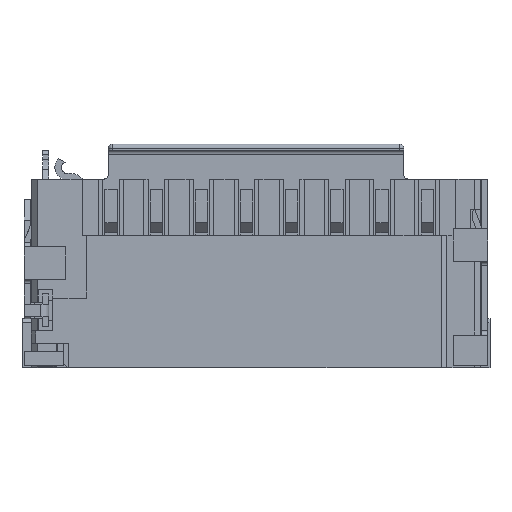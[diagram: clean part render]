
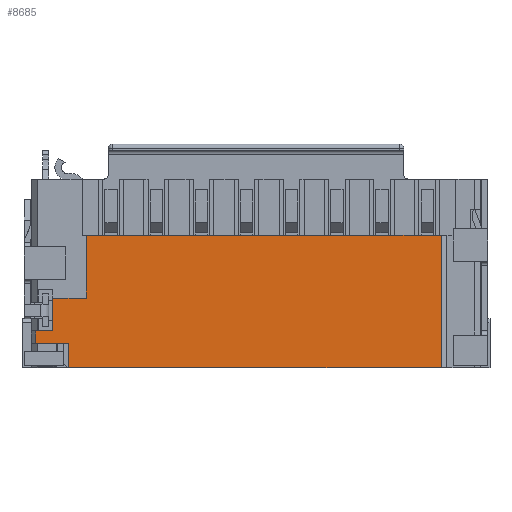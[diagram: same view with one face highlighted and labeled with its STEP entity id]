
A CAD part, front view. The second image highlights one B-rep face of the part: STEP entity #8685.
In plain terms, the highlighted planar face has unit normal (0, -1, 0).
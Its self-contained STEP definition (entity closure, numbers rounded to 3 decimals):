
#77 = LINE ( 'NONE', #16855, #17242 ) ;
#418 = EDGE_CURVE ( 'NONE', #12052, #14463, #5111, .T. ) ;
#749 = CARTESIAN_POINT ( 'NONE',  ( -5.27, -1.035, -1.4 ) ) ;
#763 = ORIENTED_EDGE ( 'NONE', *, *, #29783, .F. ) ;
#784 = VECTOR ( 'NONE', #17964, 1000. ) ;
#1811 = VERTEX_POINT ( 'NONE', #9604 ) ;
#1892 = EDGE_CURVE ( 'NONE', #23511, #29176, #26797, .T. ) ;
#3058 = DIRECTION ( 'NONE',  ( 0., 0., -1. ) ) ;
#3166 = LINE ( 'NONE', #29288, #23584 ) ;
#3214 = CARTESIAN_POINT ( 'NONE',  ( -5.69, -1.035, -1.4 ) ) ;
#3332 = ORIENTED_EDGE ( 'NONE', *, *, #18768, .F. ) ;
#3705 = ORIENTED_EDGE ( 'NONE', *, *, #20966, .T. ) ;
#4897 = LINE ( 'NONE', #5197, #10844 ) ;
#4904 = DIRECTION ( 'NONE',  ( 0., 0., 1. ) ) ;
#5111 = LINE ( 'NONE', #3214, #7122 ) ;
#5197 = CARTESIAN_POINT ( 'NONE',  ( -5.27, -1.035, -0.6 ) ) ;
#5246 = CARTESIAN_POINT ( 'NONE',  ( -4.88, -1.035, -2.3 ) ) ;
#7122 = VECTOR ( 'NONE', #28725, 1000. ) ;
#8537 = LINE ( 'NONE', #20186, #16237 ) ;
#8685 = ADVANCED_FACE ( 'NONE', ( #22309 ), #12705, .T. ) ;
#9307 = ORIENTED_EDGE ( 'NONE', *, *, #1892, .F. ) ;
#9526 = LINE ( 'NONE', #16516, #23048 ) ;
#9604 = CARTESIAN_POINT ( 'NONE',  ( 4.189, -1.035, 0.93 ) ) ;
#9925 = CARTESIAN_POINT ( 'NONE',  ( -5.69, -1.035, -1.7 ) ) ;
#10556 = DIRECTION ( 'NONE',  ( 1., 0., 0. ) ) ;
#10669 = DIRECTION ( 'NONE',  ( 0., -1., 0. ) ) ;
#10844 = VECTOR ( 'NONE', #28354, 1000. ) ;
#11035 = AXIS2_PLACEMENT_3D ( 'NONE', #13161, #10669, #3058 ) ;
#12052 = VERTEX_POINT ( 'NONE', #23516 ) ;
#12221 = CARTESIAN_POINT ( 'NONE',  ( 4.189, -1.035, 0.93 ) ) ;
#12670 = DIRECTION ( 'NONE',  ( 1., 0., 0. ) ) ;
#12705 = PLANE ( 'NONE',  #11035 ) ;
#12863 = CARTESIAN_POINT ( 'NONE',  ( -5.27, -1.035, -0.6 ) ) ;
#13161 = CARTESIAN_POINT ( 'NONE',  ( -5.79, -1.035, -2.3 ) ) ;
#14111 = DIRECTION ( 'NONE',  ( 0., 0., 1. ) ) ;
#14340 = VERTEX_POINT ( 'NONE', #20411 ) ;
#14463 = VERTEX_POINT ( 'NONE', #749 ) ;
#14485 = EDGE_CURVE ( 'NONE', #12052, #30291, #9526, .T. ) ;
#14920 = EDGE_CURVE ( 'NONE', #1811, #14340, #17657, .T. ) ;
#16053 = VERTEX_POINT ( 'NONE', #29524 ) ;
#16086 = ORIENTED_EDGE ( 'NONE', *, *, #14920, .F. ) ;
#16237 = VECTOR ( 'NONE', #10556, 1000. ) ;
#16516 = CARTESIAN_POINT ( 'NONE',  ( -5.69, -1.035, -1.4 ) ) ;
#16726 = CARTESIAN_POINT ( 'NONE',  ( -5.27, -1.035, -1.4 ) ) ;
#16855 = CARTESIAN_POINT ( 'NONE',  ( -4.455, -1.035, -0.6 ) ) ;
#17237 = ORIENTED_EDGE ( 'NONE', *, *, #27096, .F. ) ;
#17242 = VECTOR ( 'NONE', #4904, 1000. ) ;
#17351 = ORIENTED_EDGE ( 'NONE', *, *, #29113, .T. ) ;
#17657 = LINE ( 'NONE', #27110, #784 ) ;
#17964 = DIRECTION ( 'NONE',  ( 0., 0., -1. ) ) ;
#18426 = ORIENTED_EDGE ( 'NONE', *, *, #418, .F. ) ;
#18527 = EDGE_LOOP ( 'NONE', ( #3705, #9307, #17351, #16086, #23990, #763, #3332, #17237, #18426, #21843 ) ) ;
#18768 = EDGE_CURVE ( 'NONE', #24154, #21819, #4897, .T. ) ;
#20186 = CARTESIAN_POINT ( 'NONE',  ( -4.88, -1.035, -2.3 ) ) ;
#20411 = CARTESIAN_POINT ( 'NONE',  ( 4.189, -1.035, -2.3 ) ) ;
#20966 = EDGE_CURVE ( 'NONE', #30291, #29176, #3166, .T. ) ;
#21000 = EDGE_CURVE ( 'NONE', #1811, #16053, #26767, .T. ) ;
#21621 = VECTOR ( 'NONE', #26328, 1000. ) ;
#21696 = VECTOR ( 'NONE', #14111, 1000. ) ;
#21700 = DIRECTION ( 'NONE',  ( 0., 0., 1. ) ) ;
#21819 = VERTEX_POINT ( 'NONE', #22048 ) ;
#21843 = ORIENTED_EDGE ( 'NONE', *, *, #14485, .T. ) ;
#22048 = CARTESIAN_POINT ( 'NONE',  ( -4.455, -1.035, -0.6 ) ) ;
#22309 = FACE_OUTER_BOUND ( 'NONE', #18527, .T. ) ;
#23048 = VECTOR ( 'NONE', #26128, 1000. ) ;
#23511 = VERTEX_POINT ( 'NONE', #29520 ) ;
#23516 = CARTESIAN_POINT ( 'NONE',  ( -5.69, -1.035, -1.4 ) ) ;
#23584 = VECTOR ( 'NONE', #12670, 1000. ) ;
#23990 = ORIENTED_EDGE ( 'NONE', *, *, #21000, .T. ) ;
#24154 = VERTEX_POINT ( 'NONE', #12863 ) ;
#25740 = LINE ( 'NONE', #16726, #21696 ) ;
#26128 = DIRECTION ( 'NONE',  ( 0., 0., -1. ) ) ;
#26328 = DIRECTION ( 'NONE',  ( -1., 0., 0. ) ) ;
#26767 = LINE ( 'NONE', #12221, #21621 ) ;
#26797 = LINE ( 'NONE', #5246, #27056 ) ;
#27056 = VECTOR ( 'NONE', #21700, 1000. ) ;
#27096 = EDGE_CURVE ( 'NONE', #14463, #24154, #25740, .T. ) ;
#27110 = CARTESIAN_POINT ( 'NONE',  ( 4.189, -1.035, 0.93 ) ) ;
#28354 = DIRECTION ( 'NONE',  ( 1., 0., 0. ) ) ;
#28725 = DIRECTION ( 'NONE',  ( 1., 0., 0. ) ) ;
#29113 = EDGE_CURVE ( 'NONE', #23511, #14340, #8537, .T. ) ;
#29176 = VERTEX_POINT ( 'NONE', #29487 ) ;
#29288 = CARTESIAN_POINT ( 'NONE',  ( -5.69, -1.035, -1.7 ) ) ;
#29487 = CARTESIAN_POINT ( 'NONE',  ( -4.88, -1.035, -1.7 ) ) ;
#29520 = CARTESIAN_POINT ( 'NONE',  ( -4.88, -1.035, -2.3 ) ) ;
#29524 = CARTESIAN_POINT ( 'NONE',  ( -4.455, -1.035, 0.93 ) ) ;
#29783 = EDGE_CURVE ( 'NONE', #21819, #16053, #77, .T. ) ;
#30291 = VERTEX_POINT ( 'NONE', #9925 ) ;
